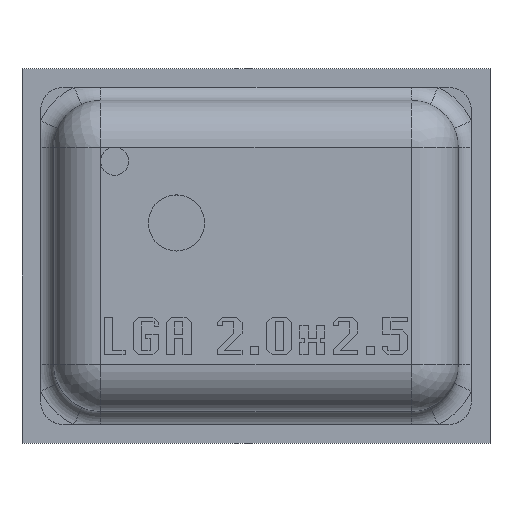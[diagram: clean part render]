
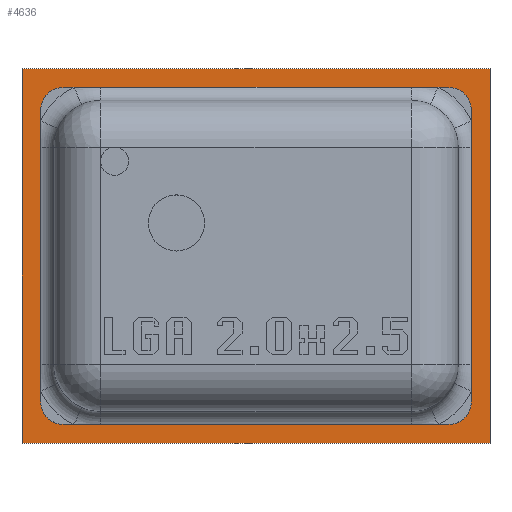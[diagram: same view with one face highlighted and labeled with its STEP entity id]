
A CAD part, top view. The second image highlights one B-rep face of the part: STEP entity #4636.
In plain terms, the highlighted planar face has unit normal (0, 0, 1).
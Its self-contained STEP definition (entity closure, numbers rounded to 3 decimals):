
#92=CIRCLE('',#4919,0.12);
#93=CIRCLE('',#4922,0.12);
#94=CIRCLE('',#4925,0.12);
#96=CIRCLE('',#4929,0.12);
#142=FACE_BOUND('',#649,.T.);
#382=FACE_OUTER_BOUND('',#648,.T.);
#648=EDGE_LOOP('',(#3941,#3942,#3943,#3944));
#649=EDGE_LOOP('',(#3945,#3946,#3947,#3948,#3949,#3950,#3951,#3952));
#1167=LINE('',#7309,#1708);
#1170=LINE('',#7317,#1711);
#1174=LINE('',#7329,#1715);
#1178=LINE('',#7337,#1719);
#1181=LINE('',#7346,#1722);
#1184=LINE('',#7352,#1725);
#1187=LINE('',#7358,#1728);
#1190=LINE('',#7362,#1731);
#1708=VECTOR('',#6021,1.56);
#1711=VECTOR('',#6030,2.06);
#1715=VECTOR('',#6042,1.56);
#1719=VECTOR('',#6052,2.06);
#1722=VECTOR('',#6059,2.);
#1725=VECTOR('',#6064,2.5);
#1728=VECTOR('',#6069,2.);
#1731=VECTOR('',#6074,2.5);
#2111=VERTEX_POINT('',#7302);
#2112=VERTEX_POINT('',#7303);
#2113=VERTEX_POINT('',#7308);
#2114=VERTEX_POINT('',#7312);
#2115=VERTEX_POINT('',#7316);
#2117=VERTEX_POINT('',#7322);
#2119=VERTEX_POINT('',#7328);
#2120=VERTEX_POINT('',#7333);
#2123=VERTEX_POINT('',#7343);
#2124=VERTEX_POINT('',#7345);
#2126=VERTEX_POINT('',#7351);
#2128=VERTEX_POINT('',#7357);
#2706=EDGE_CURVE('',#2111,#2112,#92,.T.);
#2709=EDGE_CURVE('',#2112,#2113,#1167,.T.);
#2711=EDGE_CURVE('',#2113,#2114,#93,.T.);
#2713=EDGE_CURVE('',#2114,#2115,#1170,.T.);
#2716=EDGE_CURVE('',#2115,#2117,#94,.T.);
#2719=EDGE_CURVE('',#2117,#2119,#1174,.T.);
#2722=EDGE_CURVE('',#2119,#2120,#96,.T.);
#2724=EDGE_CURVE('',#2120,#2111,#1178,.T.);
#2727=EDGE_CURVE('',#2124,#2123,#1181,.T.);
#2730=EDGE_CURVE('',#2126,#2124,#1184,.T.);
#2733=EDGE_CURVE('',#2128,#2126,#1187,.T.);
#2736=EDGE_CURVE('',#2123,#2128,#1190,.T.);
#3941=ORIENTED_EDGE('',*,*,#2736,.T.);
#3942=ORIENTED_EDGE('',*,*,#2733,.T.);
#3943=ORIENTED_EDGE('',*,*,#2730,.T.);
#3944=ORIENTED_EDGE('',*,*,#2727,.T.);
#3945=ORIENTED_EDGE('',*,*,#2706,.T.);
#3946=ORIENTED_EDGE('',*,*,#2709,.T.);
#3947=ORIENTED_EDGE('',*,*,#2711,.T.);
#3948=ORIENTED_EDGE('',*,*,#2713,.T.);
#3949=ORIENTED_EDGE('',*,*,#2716,.T.);
#3950=ORIENTED_EDGE('',*,*,#2719,.T.);
#3951=ORIENTED_EDGE('',*,*,#2722,.T.);
#3952=ORIENTED_EDGE('',*,*,#2724,.T.);
#4157=PLANE('',#4937);
#4636=ADVANCED_FACE('',(#382,#142),#4157,.T.);
#4919=AXIS2_PLACEMENT_3D('',#7304,#6015,#6016);
#4922=AXIS2_PLACEMENT_3D('',#7313,#6025,#6026);
#4925=AXIS2_PLACEMENT_3D('',#7323,#6035,#6036);
#4929=AXIS2_PLACEMENT_3D('',#7334,#6047,#6048);
#4937=AXIS2_PLACEMENT_3D('',#7364,#6077,#6078);
#6015=DIRECTION('center_axis',(0.,0.,-1.));
#6016=DIRECTION('ref_axis',(-1.,0.,0.));
#6021=DIRECTION('',(0.,-1.,0.));
#6025=DIRECTION('center_axis',(0.,0.,-1.));
#6026=DIRECTION('ref_axis',(0.,1.,0.));
#6030=DIRECTION('',(-1.,0.,0.));
#6035=DIRECTION('center_axis',(0.,0.,-1.));
#6036=DIRECTION('ref_axis',(1.,0.,0.));
#6042=DIRECTION('',(0.,1.,0.));
#6047=DIRECTION('center_axis',(0.,0.,-1.));
#6048=DIRECTION('ref_axis',(0.,-1.,0.));
#6052=DIRECTION('',(1.,0.,0.));
#6059=DIRECTION('',(0.,1.,0.));
#6064=DIRECTION('',(1.,0.,0.));
#6069=DIRECTION('',(0.,-1.,0.));
#6074=DIRECTION('',(-1.,0.,0.));
#6077=DIRECTION('center_axis',(0.,0.,1.));
#6078=DIRECTION('ref_axis',(1.,0.,0.));
#7302=CARTESIAN_POINT('',(1.03,0.9,0.13));
#7303=CARTESIAN_POINT('',(1.15,0.78,0.13));
#7304=CARTESIAN_POINT('Origin',(1.03,0.78,0.13));
#7308=CARTESIAN_POINT('',(1.15,-0.78,0.13));
#7309=CARTESIAN_POINT('',(1.15,-0.39,0.13));
#7312=CARTESIAN_POINT('',(1.03,-0.9,0.13));
#7313=CARTESIAN_POINT('Origin',(1.03,-0.78,0.13));
#7316=CARTESIAN_POINT('',(-1.03,-0.9,0.13));
#7317=CARTESIAN_POINT('',(-0.515,-0.9,0.13));
#7322=CARTESIAN_POINT('',(-1.15,-0.78,0.13));
#7323=CARTESIAN_POINT('Origin',(-1.03,-0.78,0.13));
#7328=CARTESIAN_POINT('',(-1.15,0.78,0.13));
#7329=CARTESIAN_POINT('',(-1.15,0.39,0.13));
#7333=CARTESIAN_POINT('',(-1.03,0.9,0.13));
#7334=CARTESIAN_POINT('Origin',(-1.03,0.78,0.13));
#7337=CARTESIAN_POINT('',(0.515,0.9,0.13));
#7343=CARTESIAN_POINT('',(1.25,1.,0.13));
#7345=CARTESIAN_POINT('',(1.25,-1.,0.13));
#7346=CARTESIAN_POINT('',(1.25,1.,0.13));
#7351=CARTESIAN_POINT('',(-1.25,-1.,0.13));
#7352=CARTESIAN_POINT('',(1.25,-1.,0.13));
#7357=CARTESIAN_POINT('',(-1.25,1.,0.13));
#7358=CARTESIAN_POINT('',(-1.25,-1.,0.13));
#7362=CARTESIAN_POINT('',(-1.25,1.,0.13));
#7364=CARTESIAN_POINT('Origin',(0.,0.,
0.13));
